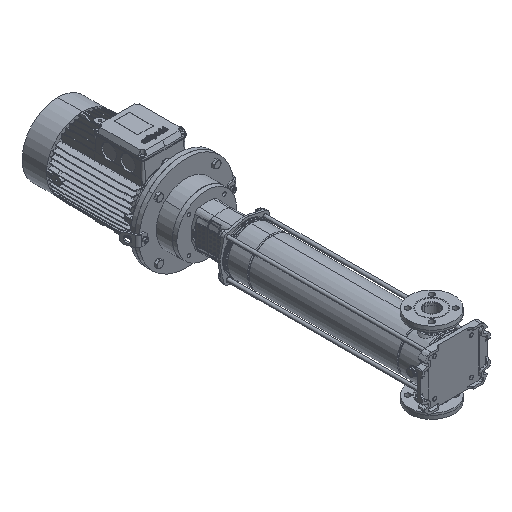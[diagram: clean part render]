
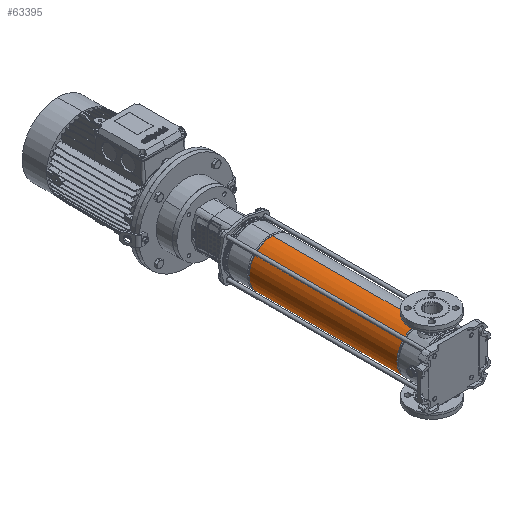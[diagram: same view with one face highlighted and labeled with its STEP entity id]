
A CAD part, isometric view. The second image highlights one B-rep face of the part: STEP entity #63395.
In plain terms, the highlighted cylindrical face has radius 85.9 mm (diameter 171.8 mm), a partial arc.
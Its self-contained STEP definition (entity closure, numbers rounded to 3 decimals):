
#8067 = EDGE_CURVE ( 'NONE', #28084, #96680, #55842, .T. ) ;
#9876 = DIRECTION ( 'NONE',  ( -1., 0., 0. ) ) ;
#18523 = CARTESIAN_POINT ( 'NONE',  ( -85.9, 0., 639.603 ) ) ;
#18822 = CARTESIAN_POINT ( 'NONE',  ( 85.9, 0., 639.603 ) ) ;
#26431 = CARTESIAN_POINT ( 'NONE',  ( -85.9, 0., 93.897 ) ) ;
#26686 = CYLINDRICAL_SURFACE ( 'NONE', #83522, 85.9 ) ;
#28084 = VERTEX_POINT ( 'NONE', #18822 ) ;
#29951 = VERTEX_POINT ( 'NONE', #46755 ) ;
#30954 = DIRECTION ( 'NONE',  ( 0., 0., -1. ) ) ;
#31093 = CARTESIAN_POINT ( 'NONE',  ( 85.9, 0., 0. ) ) ;
#32233 = CARTESIAN_POINT ( 'NONE',  ( 0., 0., 93.897 ) ) ;
#32798 = ORIENTED_EDGE ( 'NONE', *, *, #74448, .F. ) ;
#33321 = EDGE_LOOP ( 'NONE', ( #32798, #58547, #38322, #66586 ) ) ;
#36381 = AXIS2_PLACEMENT_3D ( 'NONE', #60654, #45406, #9876 ) ;
#38322 = ORIENTED_EDGE ( 'NONE', *, *, #87189, .T. ) ;
#40815 = DIRECTION ( 'NONE',  ( -1., 0., 0. ) ) ;
#41872 = FACE_OUTER_BOUND ( 'NONE', #33321, .T. ) ;
#45406 = DIRECTION ( 'NONE',  ( 0., 0., -1. ) ) ;
#46751 = CIRCLE ( 'NONE', #77519, 85.9 ) ;
#46755 = CARTESIAN_POINT ( 'NONE',  ( 85.9, 0., 93.897 ) ) ;
#48751 = EDGE_CURVE ( 'NONE', #29951, #76309, #46751, .T. ) ;
#54444 = DIRECTION ( 'NONE',  ( 0., 0., -1. ) ) ;
#54833 = VECTOR ( 'NONE', #54444, 1000. ) ;
#55842 = CIRCLE ( 'NONE', #36381, 85.9 ) ;
#58547 = ORIENTED_EDGE ( 'NONE', *, *, #8067, .T. ) ;
#60654 = CARTESIAN_POINT ( 'NONE',  ( 0., 0., 639.603 ) ) ;
#63395 = ADVANCED_FACE ( 'NONE', ( #41872 ), #26686, .T. ) ;
#64214 = DIRECTION ( 'NONE',  ( -1., 0., 0. ) ) ;
#66586 = ORIENTED_EDGE ( 'NONE', *, *, #48751, .F. ) ;
#71805 = CARTESIAN_POINT ( 'NONE',  ( 0., 0., 0. ) ) ;
#72815 = DIRECTION ( 'NONE',  ( 0., 0., -1. ) ) ;
#74448 = EDGE_CURVE ( 'NONE', #28084, #29951, #85864, .T. ) ;
#76098 = CARTESIAN_POINT ( 'NONE',  ( -85.9, 0., 0. ) ) ;
#76309 = VERTEX_POINT ( 'NONE', #26431 ) ;
#77519 = AXIS2_PLACEMENT_3D ( 'NONE', #32233, #95129, #40815 ) ;
#83522 = AXIS2_PLACEMENT_3D ( 'NONE', #71805, #72815, #64214 ) ;
#85864 = LINE ( 'NONE', #31093, #54833 ) ;
#87189 = EDGE_CURVE ( 'NONE', #96680, #76309, #90833, .T. ) ;
#90833 = LINE ( 'NONE', #76098, #93362 ) ;
#93362 = VECTOR ( 'NONE', #30954, 1000. ) ;
#95129 = DIRECTION ( 'NONE',  ( 0., 0., -1. ) ) ;
#96680 = VERTEX_POINT ( 'NONE', #18523 ) ;
